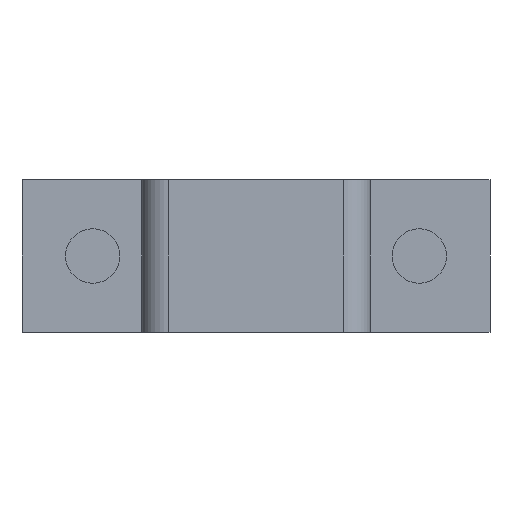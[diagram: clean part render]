
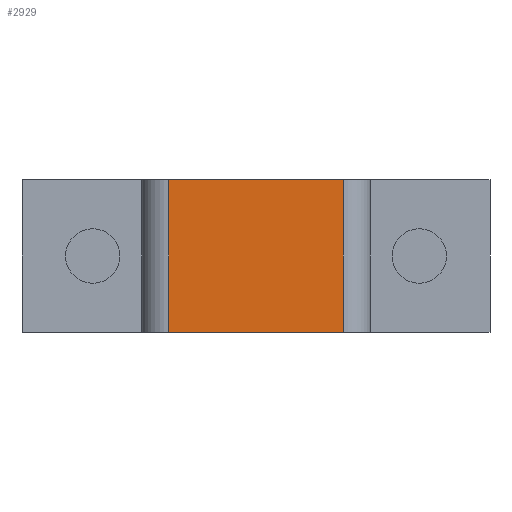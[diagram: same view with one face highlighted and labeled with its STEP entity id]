
A CAD part, front view. The second image highlights one B-rep face of the part: STEP entity #2929.
In plain terms, the highlighted planar face has unit normal (0, -1, 0).
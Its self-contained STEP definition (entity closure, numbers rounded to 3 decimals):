
#12 = LINE ( 'NONE', #810, #2728 ) ;
#118 = DIRECTION ( 'NONE',  ( 1., 0., 0. ) ) ;
#129 = ORIENTED_EDGE ( 'NONE', *, *, #820, .T. ) ;
#261 = VERTEX_POINT ( 'NONE', #915 ) ;
#318 = DIRECTION ( 'NONE',  ( 0., 0., -1. ) ) ;
#334 = CARTESIAN_POINT ( 'NONE',  ( -8., -20., 7. ) ) ;
#468 = CARTESIAN_POINT ( 'NONE',  ( 8., -20., -7. ) ) ;
#527 = VECTOR ( 'NONE', #1620, 1000. ) ;
#654 = LINE ( 'NONE', #2158, #1648 ) ;
#673 = AXIS2_PLACEMENT_3D ( 'NONE', #334, #1235, #118 ) ;
#786 = DIRECTION ( 'NONE',  ( -1., 0., 0. ) ) ;
#810 = CARTESIAN_POINT ( 'NONE',  ( 8., -20., 7. ) ) ;
#820 = EDGE_CURVE ( 'NONE', #261, #2241, #1806, .T. ) ;
#915 = CARTESIAN_POINT ( 'NONE',  ( 8., -20., 7. ) ) ;
#1010 = EDGE_LOOP ( 'NONE', ( #2456, #1827, #129, #1448 ) ) ;
#1150 = CARTESIAN_POINT ( 'NONE',  ( -8., -20., 7. ) ) ;
#1235 = DIRECTION ( 'NONE',  ( 0., -1., 0. ) ) ;
#1296 = VECTOR ( 'NONE', #318, 1000. ) ;
#1448 = ORIENTED_EDGE ( 'NONE', *, *, #2079, .T. ) ;
#1456 = CARTESIAN_POINT ( 'NONE',  ( -8., -20., 7. ) ) ;
#1489 = DIRECTION ( 'NONE',  ( 0., 0., -1. ) ) ;
#1620 = DIRECTION ( 'NONE',  ( -1., 0., 0. ) ) ;
#1648 = VECTOR ( 'NONE', #786, 1000. ) ;
#1664 = FACE_OUTER_BOUND ( 'NONE', #1010, .T. ) ;
#1722 = LINE ( 'NONE', #1456, #1296 ) ;
#1806 = LINE ( 'NONE', #1150, #527 ) ;
#1823 = VERTEX_POINT ( 'NONE', #2038 ) ;
#1827 = ORIENTED_EDGE ( 'NONE', *, *, #2956, .F. ) ;
#1977 = EDGE_CURVE ( 'NONE', #2480, #1823, #654, .T. ) ;
#2038 = CARTESIAN_POINT ( 'NONE',  ( -8., -20., -7. ) ) ;
#2079 = EDGE_CURVE ( 'NONE', #2241, #1823, #1722, .T. ) ;
#2158 = CARTESIAN_POINT ( 'NONE',  ( -8., -20., -7. ) ) ;
#2241 = VERTEX_POINT ( 'NONE', #2439 ) ;
#2439 = CARTESIAN_POINT ( 'NONE',  ( -8., -20., 7. ) ) ;
#2456 = ORIENTED_EDGE ( 'NONE', *, *, #1977, .F. ) ;
#2480 = VERTEX_POINT ( 'NONE', #468 ) ;
#2728 = VECTOR ( 'NONE', #1489, 1000. ) ;
#2829 = PLANE ( 'NONE',  #673 ) ;
#2929 = ADVANCED_FACE ( 'NONE', ( #1664 ), #2829, .T. ) ;
#2956 = EDGE_CURVE ( 'NONE', #261, #2480, #12, .T. ) ;
